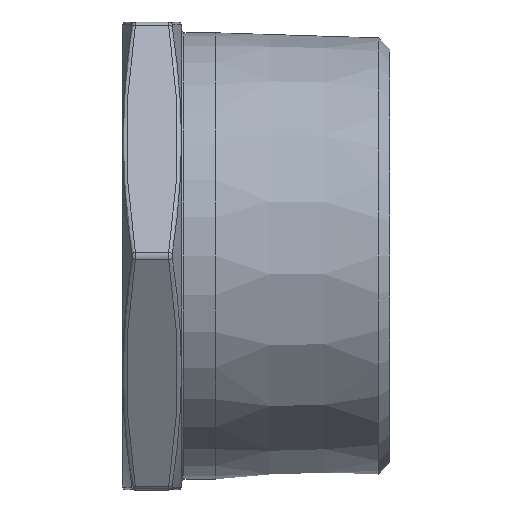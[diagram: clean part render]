
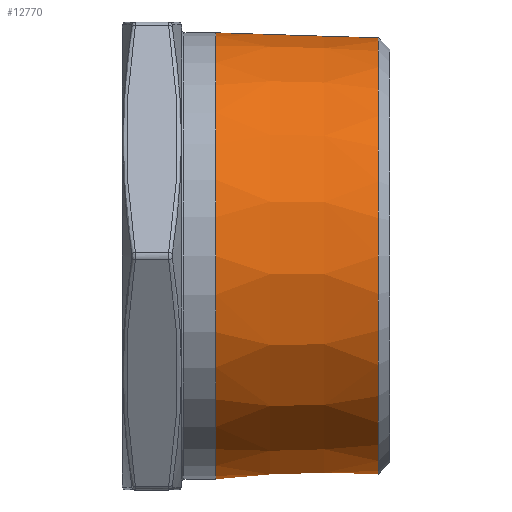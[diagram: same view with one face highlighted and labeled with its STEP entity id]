
A CAD part, front view. The second image highlights one B-rep face of the part: STEP entity #12770.
In plain terms, the highlighted conical face has half-angle 1.79 degrees and reference radius 29.807 mm.
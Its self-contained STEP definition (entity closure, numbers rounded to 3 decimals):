
#481 = DIRECTION ( 'NONE',  ( -1., 0., 0. ) ) ;
#809 = EDGE_LOOP ( 'NONE', ( #3840 ) ) ;
#1413 = DIRECTION ( 'NONE',  ( -1., 0., 0. ) ) ;
#1916 = EDGE_CURVE ( 'NONE', #6511, #6511, #7006, .T. ) ;
#1982 = CONICAL_SURFACE ( 'NONE', #7410, 29.807, 0.031 ) ;
#2471 = DIRECTION ( 'NONE',  ( 0., 0., 1. ) ) ;
#3019 = VERTEX_POINT ( 'NONE', #4270 ) ;
#3840 = ORIENTED_EDGE ( 'NONE', *, *, #1916, .F. ) ;
#4270 = CARTESIAN_POINT ( 'NONE',  ( 34.473, 0., 29.358 ) ) ;
#4503 = AXIS2_PLACEMENT_3D ( 'NONE', #11434, #1413, #2471 ) ;
#4897 = DIRECTION ( 'NONE',  ( 0., 0., 1. ) ) ;
#5614 = AXIS2_PLACEMENT_3D ( 'NONE', #10637, #481, #8423 ) ;
#5960 = DIRECTION ( 'NONE',  ( -1., 0., 0. ) ) ;
#6511 = VERTEX_POINT ( 'NONE', #14338 ) ;
#7006 = CIRCLE ( 'NONE', #5614, 30.041 ) ;
#7410 = AXIS2_PLACEMENT_3D ( 'NONE', #12843, #5960, #4897 ) ;
#8075 = EDGE_CURVE ( 'NONE', #3019, #3019, #9259, .T. ) ;
#8423 = DIRECTION ( 'NONE',  ( 0., 0., 1. ) ) ;
#8466 = FACE_OUTER_BOUND ( 'NONE', #809, .T. ) ;
#9259 = CIRCLE ( 'NONE', #4503, 29.358 ) ;
#9305 = FACE_BOUND ( 'NONE', #10070, .T. ) ;
#10070 = EDGE_LOOP ( 'NONE', ( #14562 ) ) ;
#10637 = CARTESIAN_POINT ( 'NONE',  ( 12.6, 0., 0. ) ) ;
#11434 = CARTESIAN_POINT ( 'NONE',  ( 34.473, 0., 0. ) ) ;
#12770 = ADVANCED_FACE ( 'NONE', ( #9305, #8466 ), #1982, .T. ) ;
#12843 = CARTESIAN_POINT ( 'NONE',  ( 20.1, 0., 0. ) ) ;
#14338 = CARTESIAN_POINT ( 'NONE',  ( 12.6, 0., 30.041 ) ) ;
#14562 = ORIENTED_EDGE ( 'NONE', *, *, #8075, .T. ) ;
